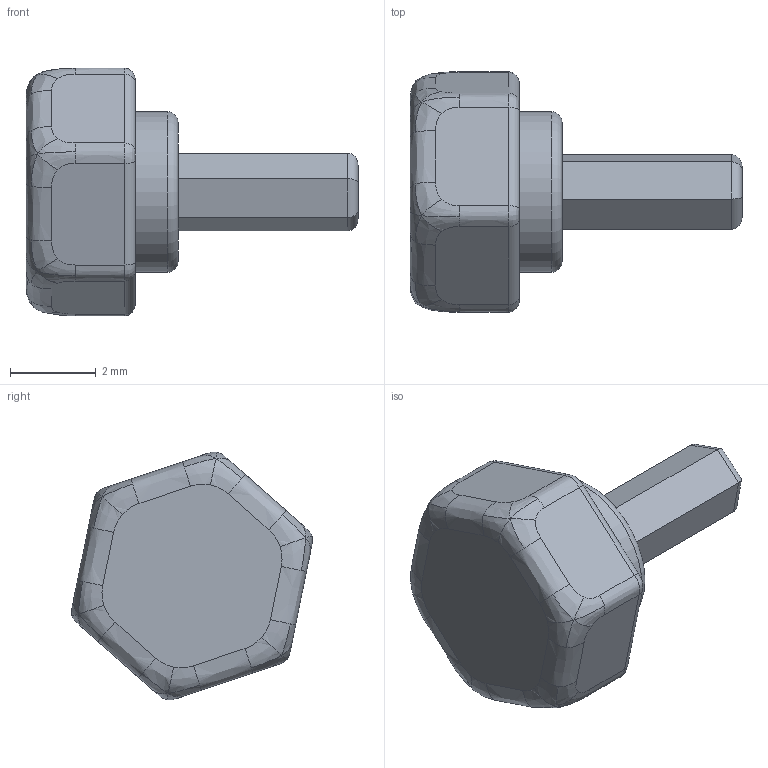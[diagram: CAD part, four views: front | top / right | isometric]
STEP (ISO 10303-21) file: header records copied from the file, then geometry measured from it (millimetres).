
FILE_DESCRIPTION(/* description */ (''),/* implementation_level */ '2;1');
FILE_NAME(/* name */ 'shaft.step',/* time_stamp */ '2026-01-13T22:37:52+05:00',/* author */ (''),/* organization */ (''),/* preprocessor_version */ 'ST-DEVELOPER v20.1',/* originating_system */ 'Autodesk Translation Framework v14.21.0.0',/* authorisation */ '');
FILE_SCHEMA (('AUTOMOTIVE_DESIGN { 1 0 10303 214 3 1 1 }'));
Length unit declared in the file: millimetre
Products named in the file (3): tutu; Component7; Component135
Assembly tree (2 placements, depth 3):
  tutu
    Component7
      Component135
Bounding box: 7.75 x 5.62 x 5.79 mm (x, y, z)
Volume: 78.4 mm3; surface area: 119.1 mm2
Topology: 1 solids, 1 shells, 84 faces, 204 edges, 124 vertices
Faces by surface type: bspline 54, plane 16, cylinder 13, torus 1
Full cylindrical faces by diameter (mm): 3.75 x1
Entity records: 5529 total; most frequent: CARTESIAN_POINT 3855, ORIENTED_EDGE 408, EDGE_CURVE 204, DIRECTION 189, B_SPLINE_CURVE_WITH_KNOTS 126, VERTEX_POINT 124, EDGE_LOOP 86, FACE_OUTER_BOUND 84
